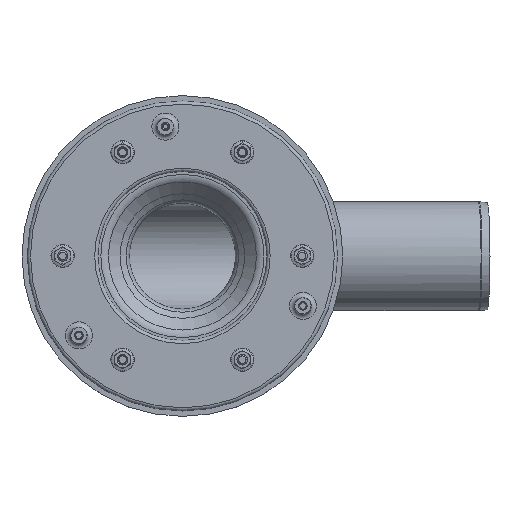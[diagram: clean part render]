
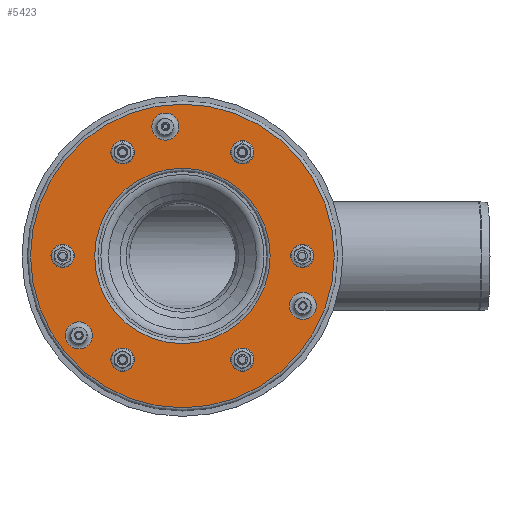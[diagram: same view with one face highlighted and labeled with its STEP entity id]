
A CAD part, top view. The second image highlights one B-rep face of the part: STEP entity #5423.
In plain terms, the highlighted planar face has unit normal (0, 0, 1).
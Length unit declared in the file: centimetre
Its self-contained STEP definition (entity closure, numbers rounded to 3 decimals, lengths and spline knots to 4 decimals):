
#231=FACE_BOUND('',#1098,.T.);
#232=FACE_BOUND('',#1099,.T.);
#233=FACE_BOUND('',#1100,.T.);
#234=FACE_BOUND('',#1101,.T.);
#235=FACE_BOUND('',#1102,.T.);
#236=FACE_BOUND('',#1103,.T.);
#237=FACE_BOUND('',#1104,.T.);
#238=FACE_BOUND('',#1105,.T.);
#239=FACE_BOUND('',#1106,.T.);
#240=FACE_BOUND('',#1107,.T.);
#352=PLANE('',#6122);
#667=FACE_OUTER_BOUND('',#1097,.T.);
#1097=EDGE_LOOP('',(#4387));
#1098=EDGE_LOOP('',(#4388));
#1099=EDGE_LOOP('',(#4389));
#1100=EDGE_LOOP('',(#4390));
#1101=EDGE_LOOP('',(#4391));
#1102=EDGE_LOOP('',(#4392));
#1103=EDGE_LOOP('',(#4393));
#1104=EDGE_LOOP('',(#4394));
#1105=EDGE_LOOP('',(#4395));
#1106=EDGE_LOOP('',(#4396));
#1107=EDGE_LOOP('',(#4397));
#2034=CIRCLE('',#6064,7.);
#2036=CIRCLE('',#6067,7.);
#2038=CIRCLE('',#6070,7.);
#2040=CIRCLE('',#6073,7.);
#2042=CIRCLE('',#6076,7.);
#2045=CIRCLE('',#6080,12.6615);
#2050=CIRCLE('',#6087,12.6615);
#2056=CIRCLE('',#6095,12.6615);
#2064=CIRCLE('',#6111,82.);
#2069=CIRCLE('',#6117,142.);
#2071=CIRCLE('',#6120,7.);
#2412=VERTEX_POINT('',#9098);
#2414=VERTEX_POINT('',#9104);
#2416=VERTEX_POINT('',#9110);
#2418=VERTEX_POINT('',#9116);
#2420=VERTEX_POINT('',#9122);
#2423=VERTEX_POINT('',#9129);
#2427=VERTEX_POINT('',#9141);
#2431=VERTEX_POINT('',#9154);
#2439=VERTEX_POINT('',#9183);
#2442=VERTEX_POINT('',#9191);
#2444=VERTEX_POINT('',#9197);
#3067=EDGE_CURVE('',#2412,#2412,#2034,.T.);
#3070=EDGE_CURVE('',#2414,#2414,#2036,.T.);
#3073=EDGE_CURVE('',#2416,#2416,#2038,.T.);
#3076=EDGE_CURVE('',#2418,#2418,#2040,.T.);
#3079=EDGE_CURVE('',#2420,#2420,#2042,.T.);
#3082=EDGE_CURVE('',#2423,#2423,#2045,.T.);
#3088=EDGE_CURVE('',#2427,#2427,#2050,.T.);
#3095=EDGE_CURVE('',#2431,#2431,#2056,.T.);
#3107=EDGE_CURVE('',#2439,#2439,#2064,.T.);
#3112=EDGE_CURVE('',#2442,#2442,#2069,.T.);
#3115=EDGE_CURVE('',#2444,#2444,#2071,.T.);
#4387=ORIENTED_EDGE('',*,*,#3112,.F.);
#4388=ORIENTED_EDGE('',*,*,#3067,.T.);
#4389=ORIENTED_EDGE('',*,*,#3070,.T.);
#4390=ORIENTED_EDGE('',*,*,#3073,.T.);
#4391=ORIENTED_EDGE('',*,*,#3076,.T.);
#4392=ORIENTED_EDGE('',*,*,#3079,.T.);
#4393=ORIENTED_EDGE('',*,*,#3088,.F.);
#4394=ORIENTED_EDGE('',*,*,#3107,.T.);
#4395=ORIENTED_EDGE('',*,*,#3095,.F.);
#4396=ORIENTED_EDGE('',*,*,#3082,.F.);
#4397=ORIENTED_EDGE('',*,*,#3115,.T.);
#5423=ADVANCED_FACE('',(#667,#231,#232,#233,#234,#235,#236,#237,#238,#239,
#240),#352,.T.);
#6064=AXIS2_PLACEMENT_3D('',#9100,#7542,#7543);
#6067=AXIS2_PLACEMENT_3D('',#9106,#7549,#7550);
#6070=AXIS2_PLACEMENT_3D('',#9112,#7556,#7557);
#6073=AXIS2_PLACEMENT_3D('',#9118,#7563,#7564);
#6076=AXIS2_PLACEMENT_3D('',#9124,#7570,#7571);
#6080=AXIS2_PLACEMENT_3D('',#9131,#7578,#7579);
#6087=AXIS2_PLACEMENT_3D('',#9143,#7593,#7594);
#6095=AXIS2_PLACEMENT_3D('',#9156,#7610,#7611);
#6111=AXIS2_PLACEMENT_3D('',#9184,#7646,#7647);
#6117=AXIS2_PLACEMENT_3D('',#9193,#7658,#7659);
#6120=AXIS2_PLACEMENT_3D('',#9199,#7665,#7666);
#6122=AXIS2_PLACEMENT_3D('',#9201,#7669,#7670);
#7542=DIRECTION('center_axis',(0.,0.,-1.));
#7543=DIRECTION('ref_axis',(1.,0.,0.));
#7549=DIRECTION('center_axis',(0.,0.,-1.));
#7550=DIRECTION('ref_axis',(1.,0.,0.));
#7556=DIRECTION('center_axis',(0.,0.,-1.));
#7557=DIRECTION('ref_axis',(1.,0.,0.));
#7563=DIRECTION('center_axis',(0.,0.,-1.));
#7564=DIRECTION('ref_axis',(1.,0.,0.));
#7570=DIRECTION('center_axis',(0.,0.,-1.));
#7571=DIRECTION('ref_axis',(1.,0.,0.));
#7578=DIRECTION('center_axis',(0.,0.,1.));
#7579=DIRECTION('ref_axis',(-0.609,0.793,0.));
#7593=DIRECTION('center_axis',(0.,0.,1.));
#7594=DIRECTION('ref_axis',(-0.383,-0.924,0.));
#7610=DIRECTION('center_axis',(0.,0.,1.));
#7611=DIRECTION('ref_axis',(0.991,0.131,0.));
#7646=DIRECTION('center_axis',(0.,0.,-1.));
#7647=DIRECTION('ref_axis',(1.,0.,0.));
#7658=DIRECTION('center_axis',(0.,0.,-1.));
#7659=DIRECTION('ref_axis',(1.,0.,0.));
#7665=DIRECTION('center_axis',(0.,0.,-1.));
#7666=DIRECTION('ref_axis',(1.,0.,0.));
#7669=DIRECTION('center_axis',(0.,0.,1.));
#7670=DIRECTION('ref_axis',(1.,0.,0.));
#9098=CARTESIAN_POINT('',(-63.,-96.9948,102.));
#9100=CARTESIAN_POINT('Origin',(-56.,-96.9948,102.));
#9104=CARTESIAN_POINT('',(49.,-96.9948,102.));
#9106=CARTESIAN_POINT('Origin',(56.,-96.9948,102.));
#9110=CARTESIAN_POINT('',(-119.,0.,102.));
#9112=CARTESIAN_POINT('Origin',(-112.,0.,102.));
#9116=CARTESIAN_POINT('',(-63.,96.9948,102.));
#9118=CARTESIAN_POINT('Origin',(-56.,96.9948,102.));
#9122=CARTESIAN_POINT('',(105.,0.,102.));
#9124=CARTESIAN_POINT('Origin',(112.,0.,102.));
#9129=CARTESIAN_POINT('',(-96.7891,-86.9304,102.));
#9131=CARTESIAN_POINT('Origin',(-96.7891,-74.2689,102.));
#9141=CARTESIAN_POINT('',(112.7133,-59.3489,102.));
#9143=CARTESIAN_POINT('Origin',(112.7133,-46.6874,102.));
#9154=CARTESIAN_POINT('',(-15.9242,108.2948,102.));
#9156=CARTESIAN_POINT('Origin',(-15.9242,120.9563,102.));
#9183=CARTESIAN_POINT('',(0.,-82.,102.));
#9184=CARTESIAN_POINT('Origin',(0.,0.,102.));
#9191=CARTESIAN_POINT('',(0.,-142.,102.));
#9193=CARTESIAN_POINT('Origin',(0.,0.,102.));
#9197=CARTESIAN_POINT('',(49.,96.9948,102.));
#9199=CARTESIAN_POINT('Origin',(56.,96.9948,102.));
#9201=CARTESIAN_POINT('Origin',(56.,96.9948,102.));
